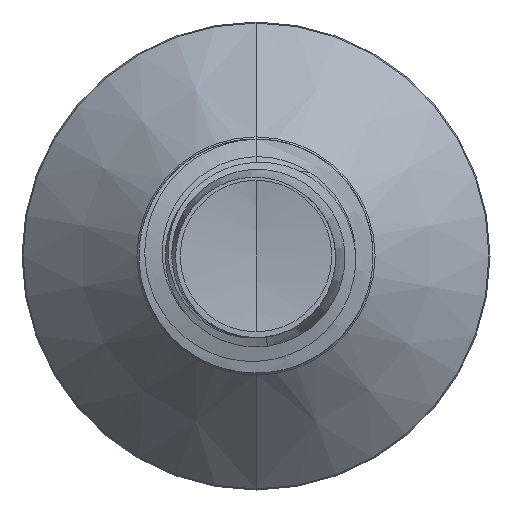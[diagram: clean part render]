
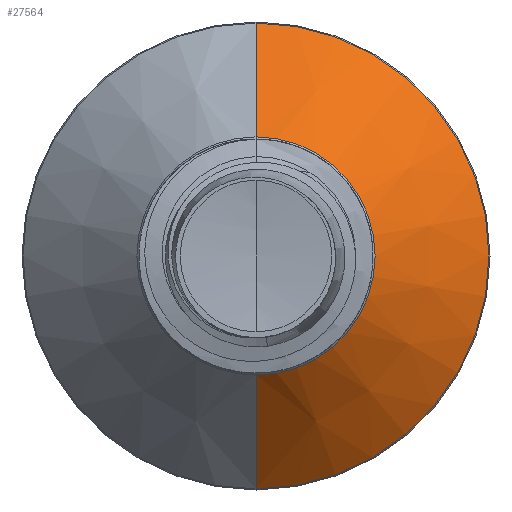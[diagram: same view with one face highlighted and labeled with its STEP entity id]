
A CAD part, front view. The second image highlights one B-rep face of the part: STEP entity #27564.
In plain terms, the highlighted conical face has half-angle 45 degrees and reference radius 1.782 mm.
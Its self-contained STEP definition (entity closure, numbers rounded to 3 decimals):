
#223 = LINE ( 'NONE', #9876, #6936 ) ;
#2218 = DIRECTION ( 'NONE',  ( 0., 1., 0. ) ) ;
#2828 = CARTESIAN_POINT ( 'NONE',  ( 0., 19.335, -3.485 ) ) ;
#3918 = AXIS2_PLACEMENT_3D ( 'NONE', #28173, #2218, #31076 ) ;
#4430 = DIRECTION ( 'NONE',  ( 0., 0.707, -0.707 ) ) ;
#6484 = FACE_OUTER_BOUND ( 'NONE', #7580, .T. ) ;
#6936 = VECTOR ( 'NONE', #32877, 1000. ) ;
#7580 = EDGE_LOOP ( 'NONE', ( #15690, #8883, #24403, #20645 ) ) ;
#8883 = ORIENTED_EDGE ( 'NONE', *, *, #10437, .T. ) ;
#9876 = CARTESIAN_POINT ( 'NONE',  ( 0., 17.632, 1.782 ) ) ;
#10059 = CARTESIAN_POINT ( 'NONE',  ( 0., 17.632, -1.782 ) ) ;
#10437 = EDGE_CURVE ( 'NONE', #18062, #16274, #13742, .T. ) ;
#10545 = AXIS2_PLACEMENT_3D ( 'NONE', #33351, #16086, #36235 ) ;
#10942 = AXIS2_PLACEMENT_3D ( 'NONE', #15216, #35381, #18088 ) ;
#11923 = CARTESIAN_POINT ( 'NONE',  ( 0., 17.632, -1.782 ) ) ;
#12847 = VECTOR ( 'NONE', #4430, 1000. ) ;
#13742 = LINE ( 'NONE', #10059, #12847 ) ;
#14135 = VERTEX_POINT ( 'NONE', #33516 ) ;
#15216 = CARTESIAN_POINT ( 'NONE',  ( 0., 17.632, 0. ) ) ;
#15509 = CARTESIAN_POINT ( 'NONE',  ( 0., 19.335, 3.485 ) ) ;
#15690 = ORIENTED_EDGE ( 'NONE', *, *, #21642, .T. ) ;
#16086 = DIRECTION ( 'NONE',  ( 0., 1., 0. ) ) ;
#16274 = VERTEX_POINT ( 'NONE', #2828 ) ;
#18062 = VERTEX_POINT ( 'NONE', #11923 ) ;
#18088 = DIRECTION ( 'NONE',  ( 0., 0., 1. ) ) ;
#18563 = CIRCLE ( 'NONE', #10545, 3.485 ) ;
#19138 = VERTEX_POINT ( 'NONE', #15509 ) ;
#20645 = ORIENTED_EDGE ( 'NONE', *, *, #23484, .F. ) ;
#21642 = EDGE_CURVE ( 'NONE', #14135, #18062, #28965, .T. ) ;
#21872 = EDGE_CURVE ( 'NONE', #19138, #16274, #18563, .T. ) ;
#23484 = EDGE_CURVE ( 'NONE', #14135, #19138, #223, .T. ) ;
#24403 = ORIENTED_EDGE ( 'NONE', *, *, #21872, .F. ) ;
#26634 = CONICAL_SURFACE ( 'NONE', #3918, 1.782, 0.785 ) ;
#27564 = ADVANCED_FACE ( 'NONE', ( #6484 ), #26634, .T. ) ;
#28173 = CARTESIAN_POINT ( 'NONE',  ( 0., 17.632, 0. ) ) ;
#28965 = CIRCLE ( 'NONE', #10942, 1.782 ) ;
#31076 = DIRECTION ( 'NONE',  ( 0., 0., 1. ) ) ;
#32877 = DIRECTION ( 'NONE',  ( 0., 0.707, 0.707 ) ) ;
#33351 = CARTESIAN_POINT ( 'NONE',  ( 0., 19.335, 0. ) ) ;
#33516 = CARTESIAN_POINT ( 'NONE',  ( 0., 17.632, 1.782 ) ) ;
#35381 = DIRECTION ( 'NONE',  ( 0., 1., 0. ) ) ;
#36235 = DIRECTION ( 'NONE',  ( 0., 0., 1. ) ) ;
